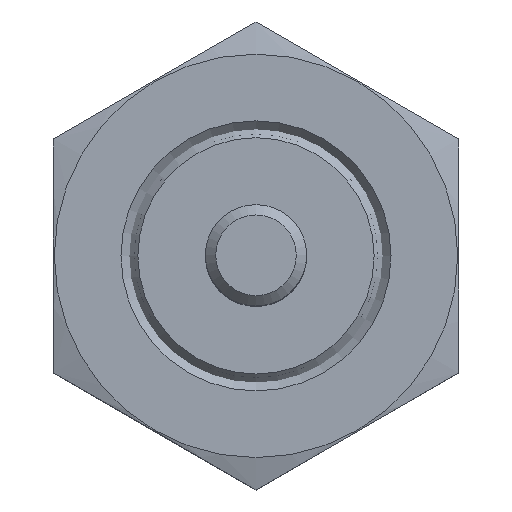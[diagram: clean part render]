
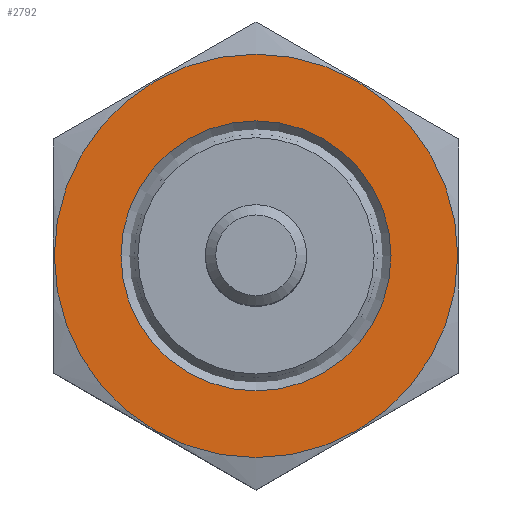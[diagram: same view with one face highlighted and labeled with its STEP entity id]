
A CAD part, top view. The second image highlights one B-rep face of the part: STEP entity #2792.
In plain terms, the highlighted face is planar.
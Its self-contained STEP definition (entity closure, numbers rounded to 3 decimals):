
#266=PLANE('',#3040);
#838=ORIENTED_EDGE('',*,*,#1159,.F.);
#839=ORIENTED_EDGE('',*,*,#1160,.T.);
#1159=EDGE_CURVE('',#1369,#1369,#1504,.T.);
#1160=EDGE_CURVE('',#1370,#1370,#1505,.T.);
#1369=VERTEX_POINT('',#4371);
#1370=VERTEX_POINT('',#4373);
#1504=CIRCLE('',#3041,11.95);
#1505=CIRCLE('',#3042,8.);
#1667=EDGE_LOOP('',(#838));
#1668=EDGE_LOOP('',(#839));
#1855=FACE_BOUND('',#1667,.T.);
#1856=FACE_BOUND('',#1668,.T.);
#2792=ADVANCED_FACE('',(#1855,#1856),#266,.F.);
#3040=AXIS2_PLACEMENT_3D('',#4369,#3583,#3584);
#3041=AXIS2_PLACEMENT_3D('',#4370,#3585,#3586);
#3042=AXIS2_PLACEMENT_3D('',#4372,#3587,#3588);
#3583=DIRECTION('',(0.,-1.,0.));
#3584=DIRECTION('',(0.,0.,-1.));
#3585=DIRECTION('',(0.,-1.,0.));
#3586=DIRECTION('',(0.,0.,-1.));
#3587=DIRECTION('',(0.,-1.,0.));
#3588=DIRECTION('',(0.,0.,-1.));
#4369=CARTESIAN_POINT('',(0.,0.,0.));
#4370=CARTESIAN_POINT('',(0.,0.,0.));
#4371=CARTESIAN_POINT('',(0.,0.,-11.95));
#4372=CARTESIAN_POINT('',(0.,0.,0.));
#4373=CARTESIAN_POINT('',(0.,0.,-8.));
